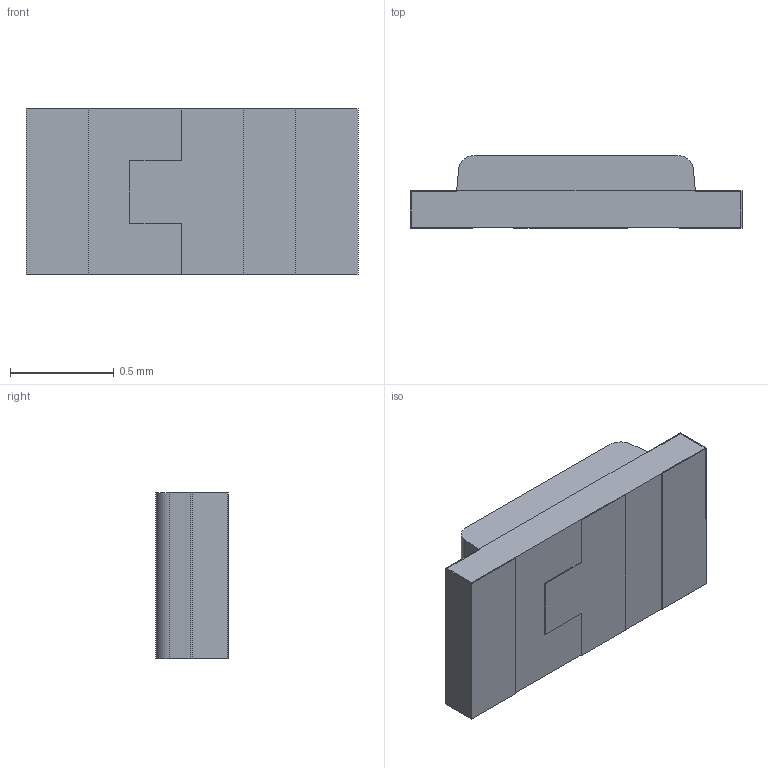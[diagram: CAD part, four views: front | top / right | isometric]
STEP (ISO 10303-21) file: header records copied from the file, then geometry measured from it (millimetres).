
FILE_DESCRIPTION (( 'STEP AP214' ), '1' );
FILE_NAME ('LTST-C193TBKT-5A.STEP', '2019-11-27T12:19:43', ( '' ), ( '' ), 'SwSTEP 2.0', 'SolidWorks 2017', '' );
FILE_SCHEMA (( 'AUTOMOTIVE_DESIGN' ));
Length unit declared in the file: millimetre
Products named in the file (1): LTST-C193TBKT-5A
Bounding box: 1.6 x 0.35 x 0.8 mm (x, y, z)
Volume: 0.4 mm3; surface area: 8.7 mm2
Topology: 7 solids, 7 shells, 60 faces, 138 edges, 92 vertices
Faces by surface type: plane 58, cylinder 2
Entity records: 1754 total; most frequent: CARTESIAN_POINT 291, ORIENTED_EDGE 276, DIRECTION 264, EDGE_CURVE 138, LINE 134, VECTOR 134, VERTEX_POINT 92, AXIS2_PLACEMENT_3D 65
